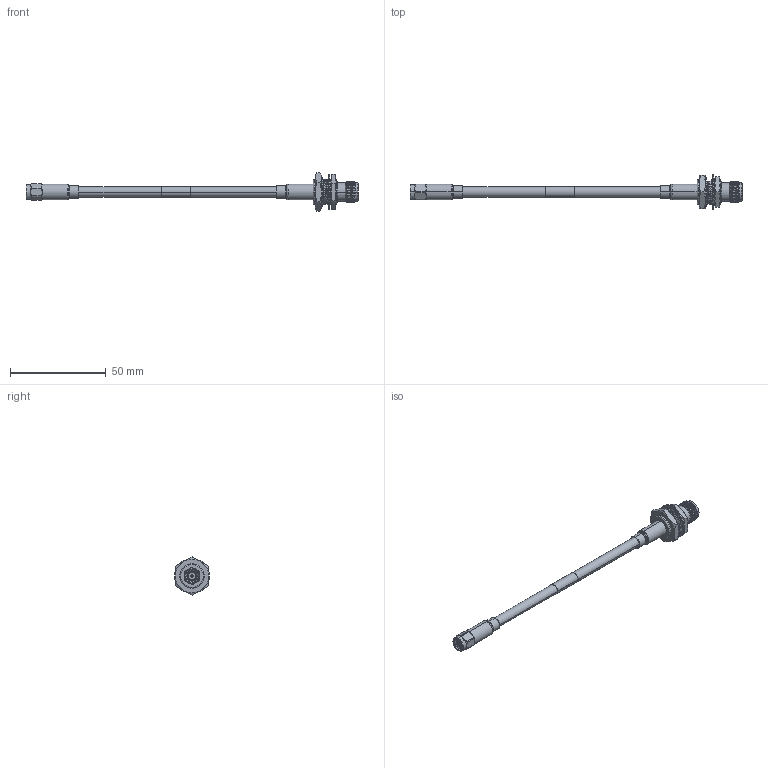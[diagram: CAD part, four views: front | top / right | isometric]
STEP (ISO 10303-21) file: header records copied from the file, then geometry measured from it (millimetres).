
FILE_DESCRIPTION (( 'STEP AP203' ), '1' );
FILE_NAME ('FMCA2732.STEP', '2022-03-09T18:08:21', ( '' ), ( '' ), 'SwSTEP 2.0', 'SolidWorks 2021', '' );
FILE_SCHEMA (( 'CONFIG_CONTROL_DESIGN' ));
Length unit declared in the file: millimetre
Products named in the file (10): FMCA2732; CA-240-MA1_.75" Long; FMCN1761; SC7050_SC7050 -RG223; FMCN1761_FERRULE; SC7050-MA3_SC7050 -RG223; RG223_with label; SC7050-MA1; SC7059-MA2
Assembly tree (10 placements, depth 3):
  FMCA2732
    RG223_with label
    FMCN1761
      FMCN1761
      FMCN1761_FERRULE
    SC7050_SC7050 -RG223
      SC7050-MA1
      SC7059-MA2
      SC7050-MA3_SC7050 -RG223
    CA-240-MA1_.75" Long  x2
Bounding box: 173.56 x 18.34 x 20.21 mm (x, y, z)
Volume: 6609.9 mm3; surface area: 9527.8 mm2
Topology: 12 solids, 13 shells, 450 faces, 1127 edges, 720 vertices
Faces by surface type: cylinder 151, cone 102, plane 100, bspline 75, torus 22
Entity records: 27296 total; most frequent: CARTESIAN_POINT 16701, ORIENTED_EDGE 2166, DIRECTION 1793, EDGE_CURVE 1083, AXIS2_PLACEMENT_3D 717, VERTEX_POINT 696, EDGE_LOOP 463, ADVANCED_FACE 428
